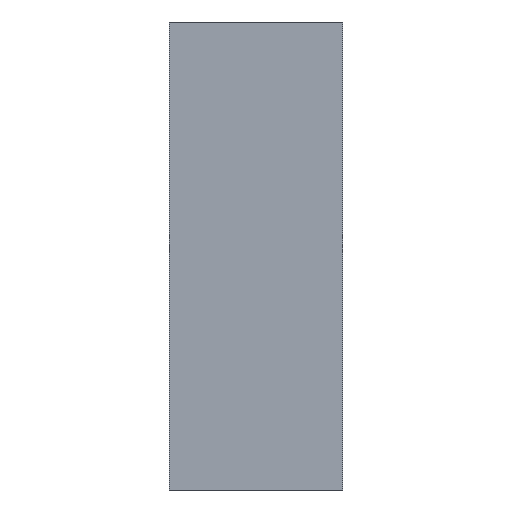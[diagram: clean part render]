
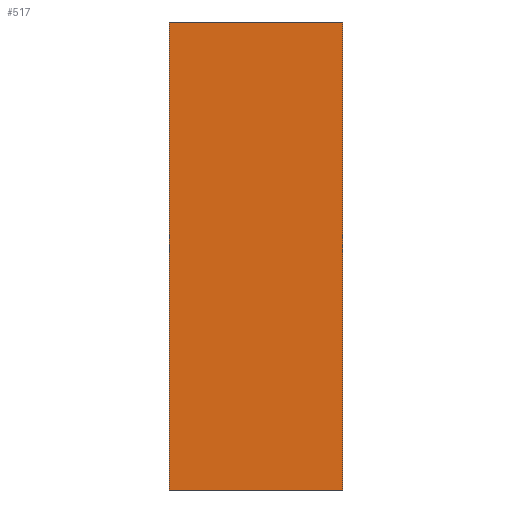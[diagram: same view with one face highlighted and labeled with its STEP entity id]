
A CAD part, left-side view. The second image highlights one B-rep face of the part: STEP entity #517.
In plain terms, the highlighted planar face has unit normal (-1, 0, 0).
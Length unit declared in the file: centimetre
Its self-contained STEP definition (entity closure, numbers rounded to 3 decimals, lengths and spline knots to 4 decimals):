
#151=PLANE('',#2799);
#179=LINE('',#2743,#547);
#180=LINE('',#2745,#548);
#185=LINE('',#2755,#553);
#187=LINE('',#2759,#555);
#228=VERTEX_POINT('',#2738);
#230=VERTEX_POINT('',#2742);
#231=VERTEX_POINT('',#2746);
#234=VERTEX_POINT('',#2756);
#289=EDGE_CURVE('',#228,#230,#179,.T.);
#290=EDGE_CURVE('',#231,#230,#180,.T.);
#295=EDGE_CURVE('',#234,#228,#185,.T.);
#297=EDGE_CURVE('',#234,#231,#187,.T.);
#407=ORIENTED_EDGE('',*,*,#295,.T.);
#408=ORIENTED_EDGE('',*,*,#289,.T.);
#409=ORIENTED_EDGE('',*,*,#290,.F.);
#410=ORIENTED_EDGE('',*,*,#297,.F.);
#461=EDGE_LOOP('',(#407,#408,#409,#410));
#490=FACE_BOUND('',#461,.T.);
#517=ADVANCED_FACE('',(#490),#151,.T.);
#547=VECTOR('',#626,1.);
#548=VECTOR('',#628,1.);
#553=VECTOR('',#635,1.);
#555=VECTOR('',#638,1.);
#626=DIRECTION('',(0.,0.,1.));
#628=DIRECTION('',(0.,-1.,0.));
#635=DIRECTION('',(0.,-1.,0.));
#637=DIRECTION('',(-1.,0.,0.));
#638=DIRECTION('',(0.,0.,1.));
#2738=CARTESIAN_POINT('',(-2.54,-0.63,-1.905));
#2742=CARTESIAN_POINT('',(-2.54,-0.63,1.905));
#2743=CARTESIAN_POINT('',(-2.54,-0.63,-1.905));
#2745=CARTESIAN_POINT('',(-2.54,0.785,1.905));
#2746=CARTESIAN_POINT('',(-2.54,0.785,1.905));
#2755=CARTESIAN_POINT('',(-2.54,0.785,-1.905));
#2756=CARTESIAN_POINT('',(-2.54,0.785,-1.905));
#2758=CARTESIAN_POINT('',(-2.54,0.785,0.));
#2759=CARTESIAN_POINT('',(-2.54,0.785,-1.905));
#2799=AXIS2_PLACEMENT_3D('',#2758,#637,$);
